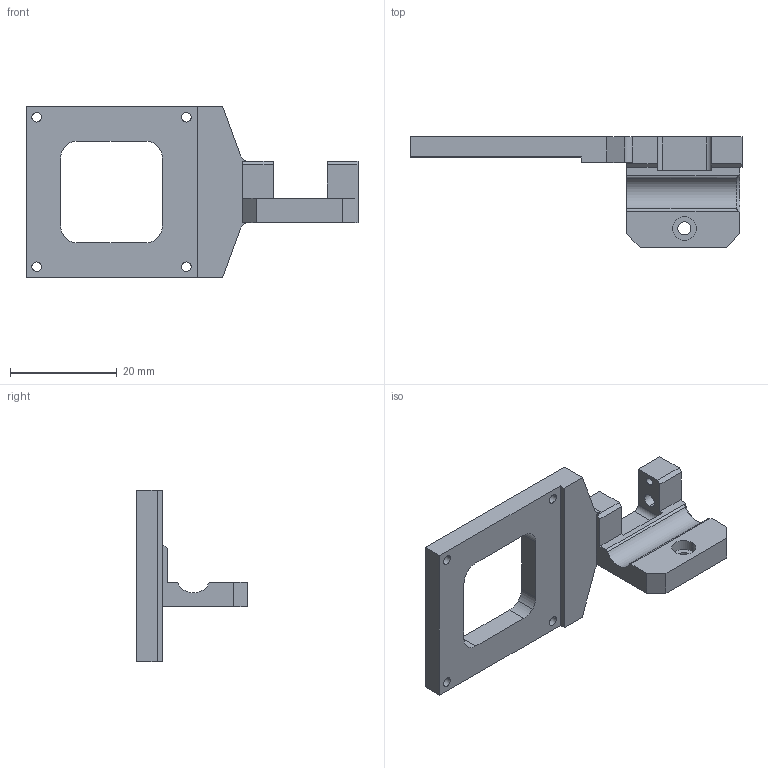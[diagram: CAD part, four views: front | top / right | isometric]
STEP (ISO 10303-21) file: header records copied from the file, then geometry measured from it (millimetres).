
FILE_DESCRIPTION (( 'STEP AP214' ), '1' );
FILE_NAME ('0295-251-01x00.STEP', '2023-03-20T03:17:06', ( '' ), ( '' ), 'SwSTEP 2.0', 'SolidWorks 2020', '' );
FILE_SCHEMA (( 'AUTOMOTIVE_DESIGN' ));
Length unit declared in the file: inch
Products named in the file (1): 0295-251-01x00
Bounding box: 62.13 x 20.68 x 32 mm (x, y, z)
Volume: 5557.3 mm3; surface area: 4442.6 mm2
Topology: 1 solids, 1 shells, 86 faces, 233 edges, 152 vertices
Faces by surface type: cylinder 43, plane 37, cone 6
Entity records: 2780 total; most frequent: CARTESIAN_POINT 485, DIRECTION 484, ORIENTED_EDGE 458, EDGE_CURVE 229, AXIS2_PLACEMENT_3D 173, VERTEX_POINT 152, LINE 138, VECTOR 138
